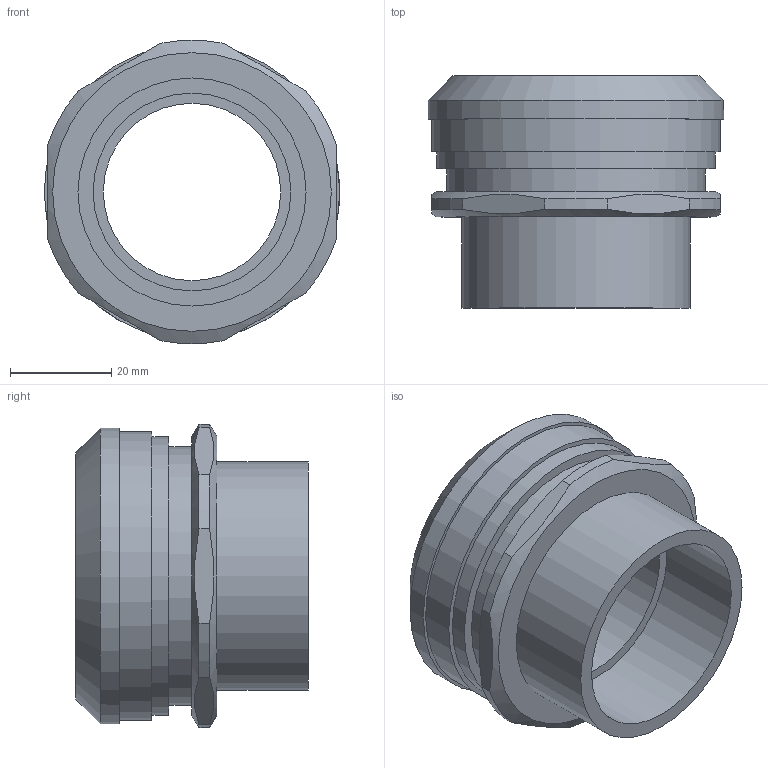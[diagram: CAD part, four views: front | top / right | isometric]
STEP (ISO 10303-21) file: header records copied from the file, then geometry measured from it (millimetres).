
FILE_DESCRIPTION(/* description */ (''),/* implementation_level */ '2;1');
FILE_NAME(/* name */ '',/* time_stamp */ '2025-10-07T16:35:33+07:00',/* author */ ('zeta-72'),/* organization */ (''),/* preprocessor_version */ 'ST-DEVELOPER v19.2',/* originating_system */ 'Autodesk Inventor 2024',/* authorisation */ '');
FILE_SCHEMA (('AUTOMOTIVE_DESIGN { 1 0 10303 214 3 1 1 }'));
Length unit declared in the file: millimetre
Products named in the file (1): Сборка МВВ-G
 1 1)4-МР38_Упростить_
1
Bounding box: 58.32 x 45.84 x 59.86 mm (x, y, z)
Volume: 31331.3 mm3; surface area: 23169.4 mm2
Topology: 1 solids, 1 shells, 34 faces, 72 edges, 48 vertices
Faces by surface type: plane 16, cylinder 15, cone 3
Full cylindrical faces by diameter (mm): 35 x1, 36.6 x1, 39 x1, 45 x1, 46.8 x1, 51 x1, 55 x1, 57 x1, 58.323 x1
Entity records: 1010 total; most frequent: CARTESIAN_POINT 183, DIRECTION 162, ORIENTED_EDGE 144, EDGE_CURVE 72, AXIS2_PLACEMENT_3D 69, VERTEX_POINT 48, EDGE_LOOP 44, FACE_OUTER_BOUND 34
